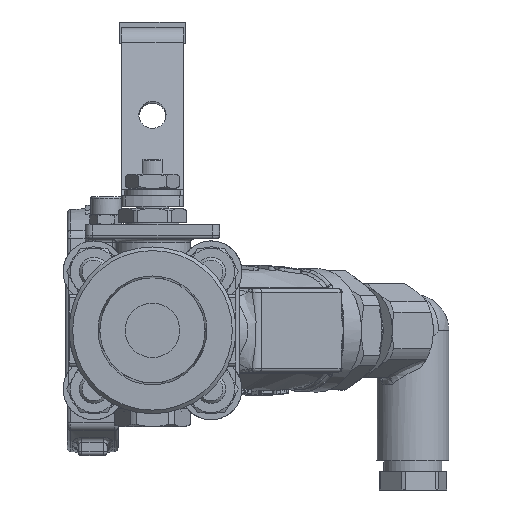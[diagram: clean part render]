
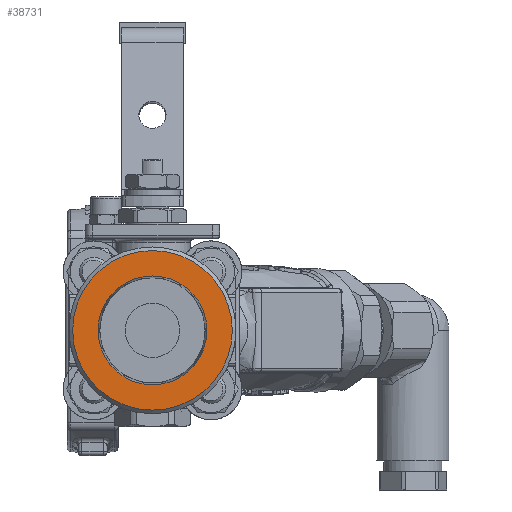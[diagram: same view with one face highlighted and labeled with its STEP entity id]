
A CAD part, left-side view. The second image highlights one B-rep face of the part: STEP entity #38731.
In plain terms, the highlighted planar face has unit normal (-1, 0, 0).
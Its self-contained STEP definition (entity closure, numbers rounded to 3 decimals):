
#3875=FACE_BOUND('',#8918,.T.);
#4536=PLANE('',#42590);
#6380=FACE_OUTER_BOUND('',#8917,.T.);
#8917=EDGE_LOOP('',(#32725));
#8918=EDGE_LOOP('',(#32726));
#14790=CIRCLE('',#42498,22.);
#14839=CIRCLE('',#42591,15.003);
#17902=VERTEX_POINT('',#72052);
#17928=VERTEX_POINT('',#72854);
#22911=EDGE_CURVE('',#17902,#17902,#14790,.T.);
#22999=EDGE_CURVE('',#17928,#17928,#14839,.T.);
#32725=ORIENTED_EDGE('',*,*,#22911,.F.);
#32726=ORIENTED_EDGE('',*,*,#22999,.T.);
#38731=ADVANCED_FACE('',(#6380,#3875),#4536,.T.);
#42498=AXIS2_PLACEMENT_3D('',#72053,#51200,#51201);
#42590=AXIS2_PLACEMENT_3D('',#72853,#51411,#51412);
#42591=AXIS2_PLACEMENT_3D('',#72855,#51413,#51414);
#51200=DIRECTION('center_axis',(1.,0.,0.));
#51201=DIRECTION('ref_axis',(0.,1.,0.));
#51411=DIRECTION('center_axis',(-1.,0.,0.));
#51412=DIRECTION('ref_axis',(0.,-1.,0.));
#51413=DIRECTION('center_axis',(1.,0.,0.));
#51414=DIRECTION('ref_axis',(0.,-1.,0.));
#72052=CARTESIAN_POINT('',(-250.036,-3.167,-1.517));
#72053=CARTESIAN_POINT('Origin',(-250.036,18.833,-1.517));
#72853=CARTESIAN_POINT('Origin',(-250.036,18.833,-1.517));
#72854=CARTESIAN_POINT('',(-250.036,33.836,-1.517));
#72855=CARTESIAN_POINT('Origin',(-250.036,18.833,-1.517));
